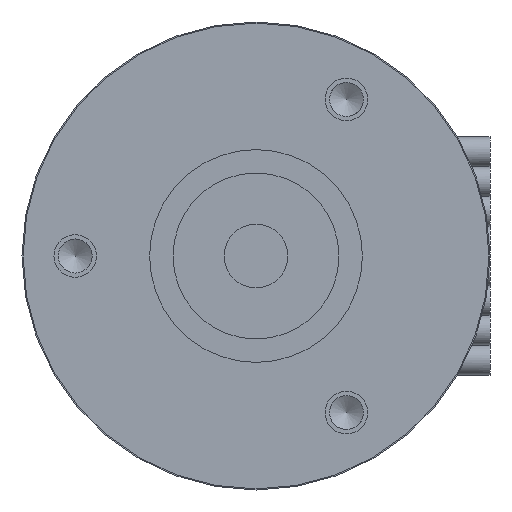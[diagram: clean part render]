
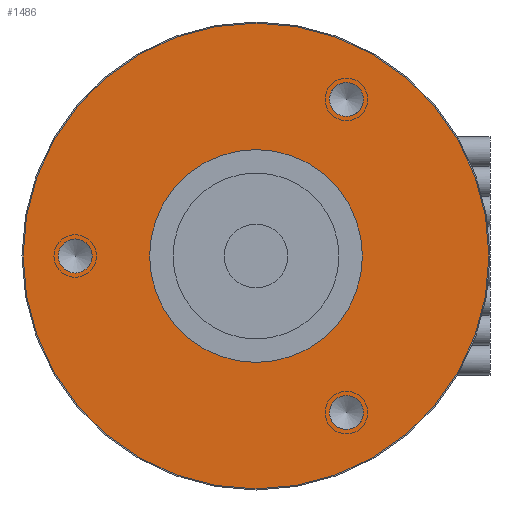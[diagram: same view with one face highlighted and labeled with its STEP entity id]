
A CAD part, left-side view. The second image highlights one B-rep face of the part: STEP entity #1486.
In plain terms, the highlighted planar face has unit normal (-1, 0, 0).
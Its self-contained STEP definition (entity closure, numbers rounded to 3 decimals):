
#49=FACE_BOUND('',#376,.T.);
#50=FACE_BOUND('',#377,.T.);
#51=FACE_BOUND('',#378,.T.);
#52=FACE_BOUND('',#379,.T.);
#280=FACE_OUTER_BOUND('',#375,.T.);
#375=EDGE_LOOP('',(#1065,#1066));
#376=EDGE_LOOP('',(#1067,#1068));
#377=EDGE_LOOP('',(#1069,#1070));
#378=EDGE_LOOP('',(#1071,#1072));
#379=EDGE_LOOP('',(#1073,#1074));
#505=CIRCLE('',#1629,10.95);
#506=CIRCLE('',#1630,10.95);
#507=CIRCLE('',#1632,5.);
#508=CIRCLE('',#1633,5.);
#509=CIRCLE('',#1634,0.8);
#510=CIRCLE('',#1635,0.8);
#511=CIRCLE('',#1636,0.8);
#512=CIRCLE('',#1637,0.8);
#513=CIRCLE('',#1638,0.8);
#514=CIRCLE('',#1639,0.8);
#643=VERTEX_POINT('',#2758);
#644=VERTEX_POINT('',#2760);
#645=VERTEX_POINT('',#2764);
#646=VERTEX_POINT('',#2765);
#647=VERTEX_POINT('',#2768);
#648=VERTEX_POINT('',#2769);
#649=VERTEX_POINT('',#2772);
#650=VERTEX_POINT('',#2773);
#651=VERTEX_POINT('',#2776);
#652=VERTEX_POINT('',#2777);
#816=EDGE_CURVE('',#643,#644,#505,.T.);
#817=EDGE_CURVE('',#644,#643,#506,.T.);
#818=EDGE_CURVE('',#645,#646,#507,.T.);
#819=EDGE_CURVE('',#646,#645,#508,.T.);
#820=EDGE_CURVE('',#647,#648,#509,.T.);
#821=EDGE_CURVE('',#648,#647,#510,.T.);
#822=EDGE_CURVE('',#649,#650,#511,.T.);
#823=EDGE_CURVE('',#650,#649,#512,.T.);
#824=EDGE_CURVE('',#651,#652,#513,.T.);
#825=EDGE_CURVE('',#652,#651,#514,.T.);
#1065=ORIENTED_EDGE('',*,*,#817,.F.);
#1066=ORIENTED_EDGE('',*,*,#816,.F.);
#1067=ORIENTED_EDGE('',*,*,#818,.F.);
#1068=ORIENTED_EDGE('',*,*,#819,.F.);
#1069=ORIENTED_EDGE('',*,*,#820,.F.);
#1070=ORIENTED_EDGE('',*,*,#821,.F.);
#1071=ORIENTED_EDGE('',*,*,#822,.F.);
#1072=ORIENTED_EDGE('',*,*,#823,.F.);
#1073=ORIENTED_EDGE('',*,*,#824,.F.);
#1074=ORIENTED_EDGE('',*,*,#825,.F.);
#1452=PLANE('',#1631);
#1486=ADVANCED_FACE('',(#280,#49,#50,#51,#52),#1452,.F.);
#1629=AXIS2_PLACEMENT_3D('',#2761,#1910,#1911);
#1630=AXIS2_PLACEMENT_3D('',#2762,#1912,#1913);
#1631=AXIS2_PLACEMENT_3D('',#2763,#1914,#1915);
#1632=AXIS2_PLACEMENT_3D('',#2766,#1916,#1917);
#1633=AXIS2_PLACEMENT_3D('',#2767,#1918,#1919);
#1634=AXIS2_PLACEMENT_3D('',#2770,#1920,#1921);
#1635=AXIS2_PLACEMENT_3D('',#2771,#1922,#1923);
#1636=AXIS2_PLACEMENT_3D('',#2774,#1924,#1925);
#1637=AXIS2_PLACEMENT_3D('',#2775,#1926,#1927);
#1638=AXIS2_PLACEMENT_3D('',#2778,#1928,#1929);
#1639=AXIS2_PLACEMENT_3D('',#2779,#1930,#1931);
#1910=DIRECTION('center_axis',(1.,0.,0.));
#1911=DIRECTION('ref_axis',(0.,1.,0.));
#1912=DIRECTION('center_axis',(1.,0.,0.));
#1913=DIRECTION('ref_axis',(0.,1.,0.));
#1914=DIRECTION('center_axis',(1.,0.,0.));
#1915=DIRECTION('ref_axis',(0.,-1.,0.));
#1916=DIRECTION('center_axis',(-1.,0.,0.));
#1917=DIRECTION('ref_axis',(0.,1.,0.));
#1918=DIRECTION('center_axis',(-1.,0.,0.));
#1919=DIRECTION('ref_axis',(0.,1.,0.));
#1920=DIRECTION('center_axis',(-1.,0.,0.));
#1921=DIRECTION('ref_axis',(0.,1.,0.));
#1922=DIRECTION('center_axis',(-1.,0.,0.));
#1923=DIRECTION('ref_axis',(0.,1.,0.));
#1924=DIRECTION('center_axis',(-1.,0.,0.));
#1925=DIRECTION('ref_axis',(0.,-0.5,0.866));
#1926=DIRECTION('center_axis',(-1.,0.,0.));
#1927=DIRECTION('ref_axis',(0.,-0.5,0.866));
#1928=DIRECTION('center_axis',(-1.,0.,0.));
#1929=DIRECTION('ref_axis',(0.,-0.5,-0.866));
#1930=DIRECTION('center_axis',(-1.,0.,0.));
#1931=DIRECTION('ref_axis',(0.,-0.5,-0.866));
#2758=CARTESIAN_POINT('',(0.,10.95,0.));
#2760=CARTESIAN_POINT('',(0.,-10.95,0.));
#2761=CARTESIAN_POINT('Origin',(0.,0.,0.));
#2762=CARTESIAN_POINT('Origin',(0.,0.,0.));
#2763=CARTESIAN_POINT('Origin',(0.,0.,0.));
#2764=CARTESIAN_POINT('',(0.,-5.,0.));
#2765=CARTESIAN_POINT('',(0.,5.,0.));
#2766=CARTESIAN_POINT('Origin',(0.,0.,0.));
#2767=CARTESIAN_POINT('Origin',(0.,0.,0.));
#2768=CARTESIAN_POINT('',(0.,9.3,0.));
#2769=CARTESIAN_POINT('',(0.,7.7,0.));
#2770=CARTESIAN_POINT('Origin',(0.,8.5,0.));
#2771=CARTESIAN_POINT('Origin',(0.,8.5,0.));
#2772=CARTESIAN_POINT('',(0.,-4.65,8.054));
#2773=CARTESIAN_POINT('',(0.,-3.85,6.668));
#2774=CARTESIAN_POINT('Origin',(0.,-4.25,7.361));
#2775=CARTESIAN_POINT('Origin',(0.,-4.25,7.361));
#2776=CARTESIAN_POINT('',(0.,-4.65,-8.054));
#2777=CARTESIAN_POINT('',(0.,-3.85,-6.668));
#2778=CARTESIAN_POINT('Origin',(0.,-4.25,-7.361));
#2779=CARTESIAN_POINT('Origin',(0.,-4.25,-7.361));
